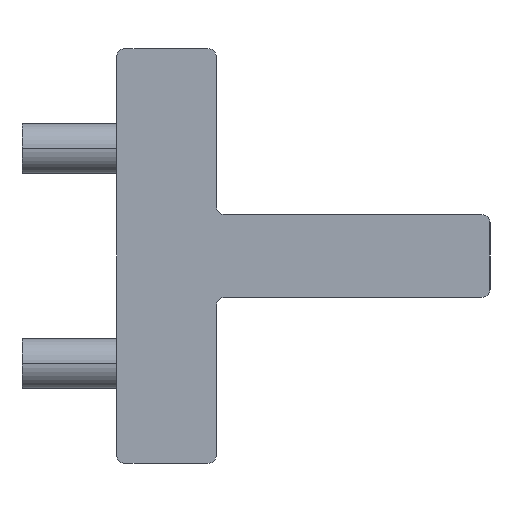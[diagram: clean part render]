
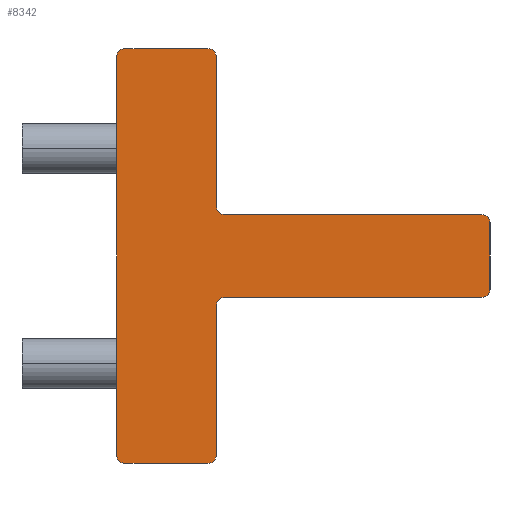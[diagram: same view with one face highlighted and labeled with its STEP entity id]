
A CAD part, left-side view. The second image highlights one B-rep face of the part: STEP entity #8342.
In plain terms, the highlighted planar face has unit normal (-1, 0, 0).
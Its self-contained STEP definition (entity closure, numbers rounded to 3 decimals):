
#7286=AXIS2_PLACEMENT_3D('Circle Axis2P3D',#7284,#7285,$) ;
#7437=AXIS2_PLACEMENT_3D('Circle Axis2P3D',#7435,#7436,$) ;
#7492=AXIS2_PLACEMENT_3D('Circle Axis2P3D',#7490,#7491,$) ;
#8018=AXIS2_PLACEMENT_3D('Circle Axis2P3D',#8016,#8017,$) ;
#8073=AXIS2_PLACEMENT_3D('Circle Axis2P3D',#8071,#8072,$) ;
#8122=AXIS2_PLACEMENT_3D('Circle Axis2P3D',#8120,#8121,$) ;
#8173=AXIS2_PLACEMENT_3D('Circle Axis2P3D',#8171,#8172,$) ;
#8221=AXIS2_PLACEMENT_3D('Circle Axis2P3D',#8219,#8220,$) ;
#8317=AXIS2_PLACEMENT_3D('Plane Axis2P3D',#8314,#8315,#8316) ;
#7226=CARTESIAN_POINT('Vertex',(-258.,-3.,200.)) ;
#7242=CARTESIAN_POINT('Vertex',(-258.,-34.,200.)) ;
#7245=CARTESIAN_POINT('Line Origine',(-258.,-18.5,200.)) ;
#7284=CARTESIAN_POINT('Axis2P3D Location',(-258.,-34.,201.)) ;
#7288=CARTESIAN_POINT('Vertex',(-258.,-35.,201.)) ;
#7435=CARTESIAN_POINT('Axis2P3D Location',(-258.,-3.,199.)) ;
#7439=CARTESIAN_POINT('Vertex',(-258.,-2.,199.)) ;
#7463=CARTESIAN_POINT('Vertex',(-258.,-35.,209.)) ;
#7466=CARTESIAN_POINT('Line Origine',(-258.,-35.,205.)) ;
#7487=CARTESIAN_POINT('Vertex',(-258.,-2.,211.)) ;
#7490=CARTESIAN_POINT('Axis2P3D Location',(-258.,-3.,211.)) ;
#7494=CARTESIAN_POINT('Vertex',(-258.,-3.,210.)) ;
#8016=CARTESIAN_POINT('Axis2P3D Location',(-258.,9.,229.)) ;
#8020=CARTESIAN_POINT('Vertex',(-258.,10.,229.)) ;
#8022=CARTESIAN_POINT('Vertex',(-258.,9.,230.)) ;
#8047=CARTESIAN_POINT('Line Origine',(-258.,4.,230.)) ;
#8051=CARTESIAN_POINT('Vertex',(-258.,-1.,230.)) ;
#8071=CARTESIAN_POINT('Axis2P3D Location',(-258.,-1.,229.)) ;
#8075=CARTESIAN_POINT('Vertex',(-258.,-2.,229.)) ;
#8095=CARTESIAN_POINT('Line Origine',(-258.,-2.,220.)) ;
#8120=CARTESIAN_POINT('Axis2P3D Location',(-258.,-34.,209.)) ;
#8124=CARTESIAN_POINT('Vertex',(-258.,-34.,210.)) ;
#8139=CARTESIAN_POINT('Line Origine',(-258.,-2.,190.)) ;
#8143=CARTESIAN_POINT('Vertex',(-258.,-2.,181.)) ;
#8171=CARTESIAN_POINT('Axis2P3D Location',(-258.,-1.,181.)) ;
#8175=CARTESIAN_POINT('Vertex',(-258.,-1.,180.)) ;
#8195=CARTESIAN_POINT('Line Origine',(-258.,4.,180.)) ;
#8199=CARTESIAN_POINT('Vertex',(-258.,9.,180.)) ;
#8219=CARTESIAN_POINT('Axis2P3D Location',(-258.,9.,181.)) ;
#8223=CARTESIAN_POINT('Vertex',(-258.,10.,181.)) ;
#8243=CARTESIAN_POINT('Line Origine',(-258.,10.,205.)) ;
#8314=CARTESIAN_POINT('Axis2P3D Location',(-258.,145.,20.)) ;
#8319=CARTESIAN_POINT('Line Origine',(-258.,-18.5,210.)) ;
#7246=DIRECTION('Vector Direction',(0.,1.,0.)) ;
#7285=DIRECTION('Axis2P3D Direction',(-1.,0.,0.)) ;
#7436=DIRECTION('Axis2P3D Direction',(-1.,0.,0.)) ;
#7467=DIRECTION('Vector Direction',(0.,0.,-1.)) ;
#7491=DIRECTION('Axis2P3D Direction',(-1.,0.,0.)) ;
#8017=DIRECTION('Axis2P3D Direction',(-1.,0.,0.)) ;
#8048=DIRECTION('Vector Direction',(0.,1.,0.)) ;
#8072=DIRECTION('Axis2P3D Direction',(-1.,0.,0.)) ;
#8096=DIRECTION('Vector Direction',(0.,0.,1.)) ;
#8121=DIRECTION('Axis2P3D Direction',(-1.,0.,0.)) ;
#8140=DIRECTION('Vector Direction',(0.,0.,1.)) ;
#8172=DIRECTION('Axis2P3D Direction',(-1.,0.,0.)) ;
#8196=DIRECTION('Vector Direction',(0.,-1.,0.)) ;
#8220=DIRECTION('Axis2P3D Direction',(-1.,0.,0.)) ;
#8244=DIRECTION('Vector Direction',(0.,0.,-1.)) ;
#8315=DIRECTION('Axis2P3D Direction',(-1.,0.,0.)) ;
#8316=DIRECTION('Axis2P3D XDirection',(0.,-1.,0.)) ;
#8320=DIRECTION('Vector Direction',(0.,-1.,0.)) ;
#7247=VECTOR('Line Direction',#7246,1.) ;
#7468=VECTOR('Line Direction',#7467,1.) ;
#8049=VECTOR('Line Direction',#8048,1.) ;
#8097=VECTOR('Line Direction',#8096,1.) ;
#8141=VECTOR('Line Direction',#8140,1.) ;
#8197=VECTOR('Line Direction',#8196,1.) ;
#8245=VECTOR('Line Direction',#8244,1.) ;
#8321=VECTOR('Line Direction',#8320,1.) ;
#8325=ORIENTED_EDGE('',*,*,#8247,.T.) ;
#8326=ORIENTED_EDGE('',*,*,#8225,.F.) ;
#8327=ORIENTED_EDGE('',*,*,#8201,.T.) ;
#8328=ORIENTED_EDGE('',*,*,#8177,.F.) ;
#8329=ORIENTED_EDGE('',*,*,#8145,.T.) ;
#8330=ORIENTED_EDGE('',*,*,#7441,.T.) ;
#8331=ORIENTED_EDGE('',*,*,#7249,.T.) ;
#8332=ORIENTED_EDGE('',*,*,#7290,.F.) ;
#8333=ORIENTED_EDGE('',*,*,#7470,.T.) ;
#8334=ORIENTED_EDGE('',*,*,#8126,.F.) ;
#8335=ORIENTED_EDGE('',*,*,#8323,.T.) ;
#8336=ORIENTED_EDGE('',*,*,#7496,.T.) ;
#8337=ORIENTED_EDGE('',*,*,#8099,.T.) ;
#8338=ORIENTED_EDGE('',*,*,#8077,.F.) ;
#8339=ORIENTED_EDGE('',*,*,#8053,.T.) ;
#8340=ORIENTED_EDGE('',*,*,#8024,.F.) ;
#8342=ADVANCED_FACE('RB0346001_1PA_001_00_N1_2500_FP_TERMINAL.1\\PartBody',(#8341),#8318,.T.) ;
#7287=CIRCLE('generated circle',#7286,1.) ;
#7438=CIRCLE('generated circle',#7437,1.) ;
#7493=CIRCLE('generated circle',#7492,1.) ;
#8019=CIRCLE('generated circle',#8018,1.) ;
#8074=CIRCLE('generated circle',#8073,1.) ;
#8123=CIRCLE('generated circle',#8122,1.) ;
#8174=CIRCLE('generated circle',#8173,1.) ;
#8222=CIRCLE('generated circle',#8221,1.) ;
#7249=EDGE_CURVE('',#7227,#7243,#7248,.F.) ;
#7290=EDGE_CURVE('',#7289,#7243,#7287,.F.) ;
#7441=EDGE_CURVE('',#7440,#7227,#7438,.F.) ;
#7470=EDGE_CURVE('',#7289,#7464,#7469,.F.) ;
#7496=EDGE_CURVE('',#7495,#7488,#7493,.F.) ;
#8024=EDGE_CURVE('',#8021,#8023,#8019,.F.) ;
#8053=EDGE_CURVE('',#8052,#8023,#8050,.T.) ;
#8077=EDGE_CURVE('',#8052,#8076,#8074,.F.) ;
#8099=EDGE_CURVE('',#7488,#8076,#8098,.T.) ;
#8126=EDGE_CURVE('',#8125,#7464,#8123,.F.) ;
#8145=EDGE_CURVE('',#8144,#7440,#8142,.T.) ;
#8177=EDGE_CURVE('',#8144,#8176,#8174,.F.) ;
#8201=EDGE_CURVE('',#8200,#8176,#8198,.T.) ;
#8225=EDGE_CURVE('',#8200,#8224,#8222,.F.) ;
#8247=EDGE_CURVE('',#8021,#8224,#8246,.T.) ;
#8323=EDGE_CURVE('',#8125,#7495,#8322,.F.) ;
#8324=EDGE_LOOP('',(#8325,#8326,#8327,#8328,#8329,#8330,#8331,#8332,#8333,#8334,#8335,#8336,#8337,#8338,#8339,#8340)) ;
#8341=FACE_OUTER_BOUND('',#8324,.T.) ;
#7248=LINE('Line',#7245,#7247) ;
#7469=LINE('Line',#7466,#7468) ;
#8050=LINE('Line',#8047,#8049) ;
#8098=LINE('Line',#8095,#8097) ;
#8142=LINE('Line',#8139,#8141) ;
#8198=LINE('Line',#8195,#8197) ;
#8246=LINE('Line',#8243,#8245) ;
#8322=LINE('Line',#8319,#8321) ;
#8318=PLANE('',#8317) ;
#7227=VERTEX_POINT('',#7226) ;
#7243=VERTEX_POINT('',#7242) ;
#7289=VERTEX_POINT('',#7288) ;
#7440=VERTEX_POINT('',#7439) ;
#7464=VERTEX_POINT('',#7463) ;
#7488=VERTEX_POINT('',#7487) ;
#7495=VERTEX_POINT('',#7494) ;
#8021=VERTEX_POINT('',#8020) ;
#8023=VERTEX_POINT('',#8022) ;
#8052=VERTEX_POINT('',#8051) ;
#8076=VERTEX_POINT('',#8075) ;
#8125=VERTEX_POINT('',#8124) ;
#8144=VERTEX_POINT('',#8143) ;
#8176=VERTEX_POINT('',#8175) ;
#8200=VERTEX_POINT('',#8199) ;
#8224=VERTEX_POINT('',#8223) ;
